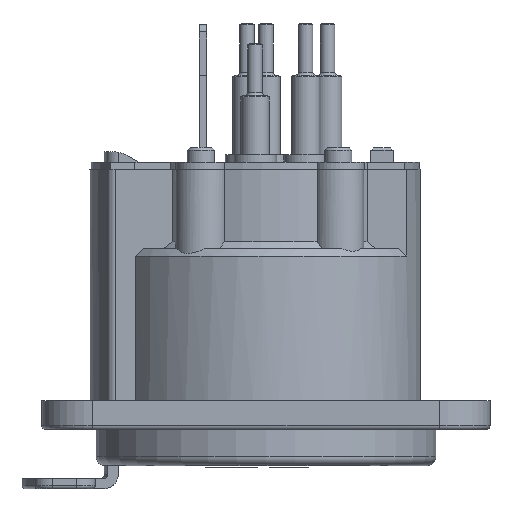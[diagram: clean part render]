
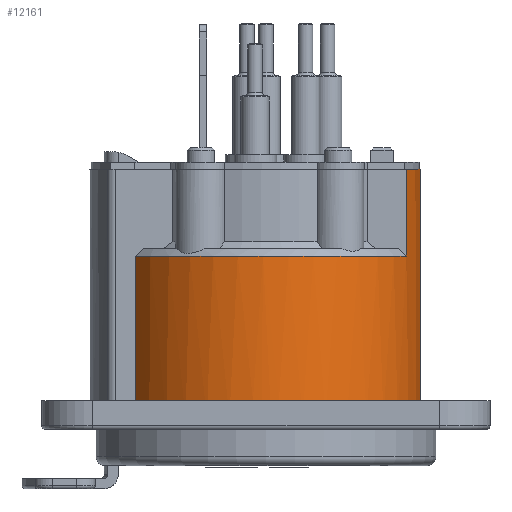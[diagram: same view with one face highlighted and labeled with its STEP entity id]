
A CAD part, front view. The second image highlights one B-rep face of the part: STEP entity #12161.
In plain terms, the highlighted cylindrical face has radius 10.7 mm (diameter 21.4 mm), a partial arc.
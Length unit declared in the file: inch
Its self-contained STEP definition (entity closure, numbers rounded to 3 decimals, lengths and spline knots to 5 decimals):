
#89=CYLINDRICAL_SURFACE('',#12781,0.42126);
#444=CIRCLE('',#12778,0.42126);
#445=CIRCLE('',#12780,0.42126);
#446=CIRCLE('',#12782,0.42126);
#447=CIRCLE('',#12783,0.42126);
#448=CIRCLE('',#12784,0.42126);
#449=CIRCLE('',#12785,0.42126);
#450=CIRCLE('',#12786,0.42126);
#451=CIRCLE('',#12787,0.42126);
#452=CIRCLE('',#12788,0.42126);
#453=CIRCLE('',#12789,0.42126);
#951=FACE_OUTER_BOUND('',#1436,.T.);
#1436=EDGE_LOOP('',(#8670,#8671,#8672,#8673,#8674,#8675,#8676,#8677,#8678,
#8679,#8680,#8681,#8682,#8683,#8684,#8685,#8686,#8687,#8688,#8689));
#2065=LINE('',#16981,#3140);
#2071=LINE('',#17056,#3146);
#2072=LINE('',#17060,#3147);
#2073=LINE('',#17064,#3148);
#2074=LINE('',#17068,#3149);
#2075=LINE('',#17072,#3150);
#2076=LINE('',#17076,#3151);
#2077=LINE('',#17080,#3152);
#2078=LINE('',#17083,#3153);
#2079=LINE('',#17085,#3154);
#3140=VECTOR('',#13844,0.23622);
#3146=VECTOR('',#13892,0.44094);
#3147=VECTOR('',#13895,0.04724);
#3148=VECTOR('',#13898,0.04724);
#3149=VECTOR('',#13901,0.04724);
#3150=VECTOR('',#13904,0.04724);
#3151=VECTOR('',#13907,0.04724);
#3152=VECTOR('',#13910,0.04724);
#3153=VECTOR('',#13913,0.44094);
#3154=VECTOR('',#13914,0.23622);
#4779=VERTEX_POINT('',#16976);
#4780=VERTEX_POINT('',#16980);
#4793=VERTEX_POINT('',#17039);
#4794=VERTEX_POINT('',#17045);
#4795=VERTEX_POINT('',#17049);
#4796=VERTEX_POINT('',#17055);
#4797=VERTEX_POINT('',#17057);
#4798=VERTEX_POINT('',#17059);
#4799=VERTEX_POINT('',#17061);
#4800=VERTEX_POINT('',#17063);
#4801=VERTEX_POINT('',#17065);
#4802=VERTEX_POINT('',#17067);
#4803=VERTEX_POINT('',#17069);
#4804=VERTEX_POINT('',#17071);
#4805=VERTEX_POINT('',#17073);
#4806=VERTEX_POINT('',#17075);
#4807=VERTEX_POINT('',#17077);
#4808=VERTEX_POINT('',#17079);
#4809=VERTEX_POINT('',#17081);
#4810=VERTEX_POINT('',#17084);
#6515=EDGE_CURVE('',#4780,#4779,#2065,.T.);
#6536=EDGE_CURVE('',#4793,#4779,#444,.T.);
#6538=EDGE_CURVE('',#4794,#4795,#445,.T.);
#6540=EDGE_CURVE('',#4796,#4793,#2071,.T.);
#6541=EDGE_CURVE('',#4797,#4796,#446,.T.);
#6542=EDGE_CURVE('',#4798,#4797,#2072,.T.);
#6543=EDGE_CURVE('',#4799,#4798,#447,.T.);
#6544=EDGE_CURVE('',#4800,#4799,#2073,.T.);
#6545=EDGE_CURVE('',#4801,#4800,#448,.T.);
#6546=EDGE_CURVE('',#4802,#4801,#2074,.T.);
#6547=EDGE_CURVE('',#4803,#4802,#449,.T.);
#6548=EDGE_CURVE('',#4804,#4803,#2075,.T.);
#6549=EDGE_CURVE('',#4805,#4804,#450,.T.);
#6550=EDGE_CURVE('',#4806,#4805,#2076,.T.);
#6551=EDGE_CURVE('',#4807,#4806,#451,.T.);
#6552=EDGE_CURVE('',#4808,#4807,#2077,.T.);
#6553=EDGE_CURVE('',#4809,#4808,#452,.T.);
#6554=EDGE_CURVE('',#4795,#4809,#2078,.T.);
#6555=EDGE_CURVE('',#4794,#4810,#2079,.T.);
#6556=EDGE_CURVE('',#4810,#4780,#453,.T.);
#8670=ORIENTED_EDGE('',*,*,#6536,.F.);
#8671=ORIENTED_EDGE('',*,*,#6540,.F.);
#8672=ORIENTED_EDGE('',*,*,#6541,.F.);
#8673=ORIENTED_EDGE('',*,*,#6542,.F.);
#8674=ORIENTED_EDGE('',*,*,#6543,.F.);
#8675=ORIENTED_EDGE('',*,*,#6544,.F.);
#8676=ORIENTED_EDGE('',*,*,#6545,.F.);
#8677=ORIENTED_EDGE('',*,*,#6546,.F.);
#8678=ORIENTED_EDGE('',*,*,#6547,.F.);
#8679=ORIENTED_EDGE('',*,*,#6548,.F.);
#8680=ORIENTED_EDGE('',*,*,#6549,.F.);
#8681=ORIENTED_EDGE('',*,*,#6550,.F.);
#8682=ORIENTED_EDGE('',*,*,#6551,.F.);
#8683=ORIENTED_EDGE('',*,*,#6552,.F.);
#8684=ORIENTED_EDGE('',*,*,#6553,.F.);
#8685=ORIENTED_EDGE('',*,*,#6554,.F.);
#8686=ORIENTED_EDGE('',*,*,#6538,.F.);
#8687=ORIENTED_EDGE('',*,*,#6555,.T.);
#8688=ORIENTED_EDGE('',*,*,#6556,.T.);
#8689=ORIENTED_EDGE('',*,*,#6515,.T.);
#12161=ADVANCED_FACE('',(#951),#89,.T.);
#12778=AXIS2_PLACEMENT_3D('',#17043,#13884,#13885);
#12780=AXIS2_PLACEMENT_3D('',#17050,#13888,#13889);
#12781=AXIS2_PLACEMENT_3D('',#17054,#13890,#13891);
#12782=AXIS2_PLACEMENT_3D('',#17058,#13893,#13894);
#12783=AXIS2_PLACEMENT_3D('',#17062,#13896,#13897);
#12784=AXIS2_PLACEMENT_3D('',#17066,#13899,#13900);
#12785=AXIS2_PLACEMENT_3D('',#17070,#13902,#13903);
#12786=AXIS2_PLACEMENT_3D('',#17074,#13905,#13906);
#12787=AXIS2_PLACEMENT_3D('',#17078,#13908,#13909);
#12788=AXIS2_PLACEMENT_3D('',#17082,#13911,#13912);
#12789=AXIS2_PLACEMENT_3D('',#17086,#13915,#13916);
#13844=DIRECTION('',(0.,0.,-1.));
#13884=DIRECTION('center_axis',(0.,0.,
1.));
#13885=DIRECTION('ref_axis',(-0.846,-0.533,0.));
#13888=DIRECTION('center_axis',(0.,0.,
1.));
#13889=DIRECTION('ref_axis',(0.846,0.533,0.));
#13890=DIRECTION('center_axis',(0.,0.,1.));
#13891=DIRECTION('ref_axis',(-0.846,-0.533,0.));
#13892=DIRECTION('',(0.,0.,1.));
#13893=DIRECTION('center_axis',(0.,0.,-1.));
#13894=DIRECTION('ref_axis',(0.846,-0.533,0.));
#13895=DIRECTION('',(0.,0.,-1.));
#13896=DIRECTION('center_axis',(0.,0.,-1.));
#13897=DIRECTION('ref_axis',(-0.846,-0.533,0.));
#13898=DIRECTION('',(0.,0.,1.));
#13899=DIRECTION('center_axis',(0.,0.,-1.));
#13900=DIRECTION('ref_axis',(0.846,-0.533,0.));
#13901=DIRECTION('',(0.,0.,-1.));
#13902=DIRECTION('center_axis',(0.,0.,-1.));
#13903=DIRECTION('ref_axis',(-0.846,-0.533,0.));
#13904=DIRECTION('',(0.,0.,1.));
#13905=DIRECTION('center_axis',(0.,0.,-1.));
#13906=DIRECTION('ref_axis',(0.846,-0.533,0.));
#13907=DIRECTION('',(0.,0.,-1.));
#13908=DIRECTION('center_axis',(0.,0.,-1.));
#13909=DIRECTION('ref_axis',(-0.846,-0.533,0.));
#13910=DIRECTION('',(0.,0.,1.));
#13911=DIRECTION('center_axis',(0.,0.,-1.));
#13912=DIRECTION('ref_axis',(0.846,-0.533,0.));
#13913=DIRECTION('',(0.,0.,-1.));
#13914=DIRECTION('',(0.,0.,1.));
#13915=DIRECTION('center_axis',(0.,0.,
-1.));
#13916=DIRECTION('ref_axis',(-0.846,-0.533,0.));
#16976=CARTESIAN_POINT('',(0.38219,-0.17717,0.57087));
#16980=CARTESIAN_POINT('',(0.38219,-0.17717,0.80709));
#16981=CARTESIAN_POINT('',(0.38219,-0.17717,0.17717));
#17039=CARTESIAN_POINT('',(-0.35651,-0.22441,0.57087));
#17043=CARTESIAN_POINT('Origin',(0.,0.,
0.57087));
#17045=CARTESIAN_POINT('',(0.38219,0.17717,0.57087));
#17049=CARTESIAN_POINT('',(-0.35651,0.22441,0.57087));
#17050=CARTESIAN_POINT('Origin',(0.,0.,
0.57087));
#17054=CARTESIAN_POINT('Origin',(0.,0.,
0.17717));
#17055=CARTESIAN_POINT('',(-0.35651,-0.22441,0.12992));
#17056=CARTESIAN_POINT('',(-0.35651,-0.22441,0.17717));
#17057=CARTESIAN_POINT('',(-0.03543,-0.41977,0.12992));
#17058=CARTESIAN_POINT('Origin',(0.,0.,
0.12992));
#17059=CARTESIAN_POINT('',(-0.03543,-0.41977,0.17717));
#17060=CARTESIAN_POINT('',(-0.03543,-0.41977,0.17717));
#17061=CARTESIAN_POINT('',(0.03543,-0.41977,0.17717));
#17062=CARTESIAN_POINT('Origin',(0.,0.,
0.17717));
#17063=CARTESIAN_POINT('',(0.03543,-0.41977,0.12992));
#17064=CARTESIAN_POINT('',(0.03543,-0.41977,0.17717));
#17065=CARTESIAN_POINT('',(0.41977,-0.03543,0.12992));
#17066=CARTESIAN_POINT('Origin',(0.,0.,
0.12992));
#17067=CARTESIAN_POINT('',(0.41977,-0.03543,0.17717));
#17068=CARTESIAN_POINT('',(0.41977,-0.03543,0.17717));
#17069=CARTESIAN_POINT('',(0.41977,0.03543,0.17717));
#17070=CARTESIAN_POINT('Origin',(0.,0.,
0.17717));
#17071=CARTESIAN_POINT('',(0.41977,0.03543,0.12992));
#17072=CARTESIAN_POINT('',(0.41977,0.03543,0.17717));
#17073=CARTESIAN_POINT('',(0.03543,0.41977,0.12992));
#17074=CARTESIAN_POINT('Origin',(0.,0.,
0.12992));
#17075=CARTESIAN_POINT('',(0.03543,0.41977,0.17717));
#17076=CARTESIAN_POINT('',(0.03543,0.41977,0.17717));
#17077=CARTESIAN_POINT('',(-0.03543,0.41977,0.17717));
#17078=CARTESIAN_POINT('Origin',(0.,0.,
0.17717));
#17079=CARTESIAN_POINT('',(-0.03543,0.41977,0.12992));
#17080=CARTESIAN_POINT('',(-0.03543,0.41977,0.17717));
#17081=CARTESIAN_POINT('',(-0.35651,0.22441,0.12992));
#17082=CARTESIAN_POINT('Origin',(0.,0.,
0.12992));
#17083=CARTESIAN_POINT('',(-0.35651,0.22441,0.17717));
#17084=CARTESIAN_POINT('',(0.38219,0.17717,0.80709));
#17085=CARTESIAN_POINT('',(0.38219,0.17717,0.17717));
#17086=CARTESIAN_POINT('Origin',(0.,0.,
0.80709));
